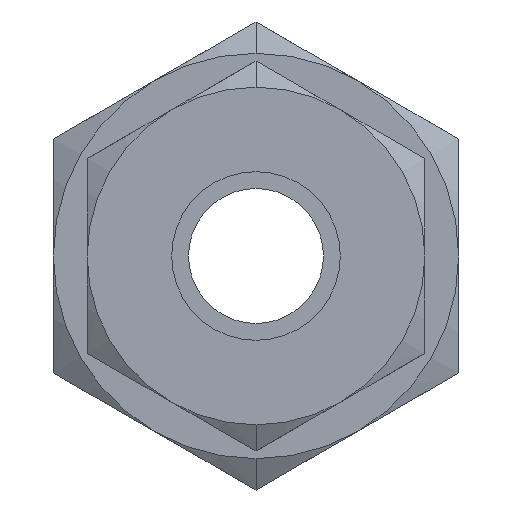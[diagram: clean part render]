
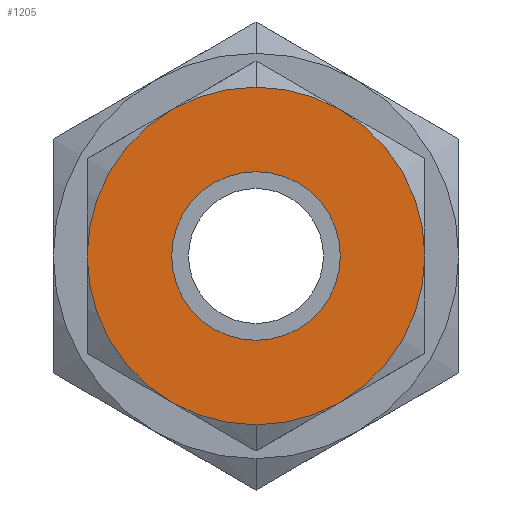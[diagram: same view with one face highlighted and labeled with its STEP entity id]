
A CAD part, left-side view. The second image highlights one B-rep face of the part: STEP entity #1205.
In plain terms, the highlighted planar face has unit normal (-1, 0, 0).
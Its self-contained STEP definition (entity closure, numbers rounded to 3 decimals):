
#396 = PLANE ( 'NONE',  #2123 ) ;
#494 = DIRECTION ( 'NONE',  ( 0., 0., -1. ) ) ;
#628 = CARTESIAN_POINT ( 'NONE',  ( 0., 0., 0. ) ) ;
#1094 = EDGE_LOOP ( 'NONE', ( #5138, #4379 ) ) ;
#1145 = DIRECTION ( 'NONE',  ( 0., 0., 1. ) ) ;
#1205 = ADVANCED_FACE ( 'NONE', ( #6953, #7001 ), #396, .T. ) ;
#1335 = AXIS2_PLACEMENT_3D ( 'NONE', #628, #4037, #494 ) ;
#1595 = CARTESIAN_POINT ( 'NONE',  ( 0., 0., -7.935 ) ) ;
#2053 = EDGE_LOOP ( 'NONE', ( #9307, #4171 ) ) ;
#2123 = AXIS2_PLACEMENT_3D ( 'NONE', #6901, #4694, #1145 ) ;
#2429 = VERTEX_POINT ( 'NONE', #5317 ) ;
#2486 = CARTESIAN_POINT ( 'NONE',  ( 0., 0., -3.965 ) ) ;
#2579 = CIRCLE ( 'NONE', #7840, 7.935 ) ;
#2962 = EDGE_CURVE ( 'NONE', #6890, #8536, #8465, .T. ) ;
#3329 = DIRECTION ( 'NONE',  ( 0., 0., 1. ) ) ;
#3924 = AXIS2_PLACEMENT_3D ( 'NONE', #8225, #6239, #3329 ) ;
#4037 = DIRECTION ( 'NONE',  ( 1., 0., 0. ) ) ;
#4171 = ORIENTED_EDGE ( 'NONE', *, *, #8991, .F. ) ;
#4178 = VERTEX_POINT ( 'NONE', #2486 ) ;
#4379 = ORIENTED_EDGE ( 'NONE', *, *, #9081, .T. ) ;
#4694 = DIRECTION ( 'NONE',  ( -1., 0., 0. ) ) ;
#5138 = ORIENTED_EDGE ( 'NONE', *, *, #6216, .T. ) ;
#5161 = DIRECTION ( 'NONE',  ( 1., 0., 0. ) ) ;
#5248 = CARTESIAN_POINT ( 'NONE',  ( 0., 0., 0. ) ) ;
#5317 = CARTESIAN_POINT ( 'NONE',  ( 0., 0., 3.965 ) ) ;
#6014 = CIRCLE ( 'NONE', #3924, 3.965 ) ;
#6216 = EDGE_CURVE ( 'NONE', #4178, #2429, #8568, .T. ) ;
#6239 = DIRECTION ( 'NONE',  ( 1., 0., 0. ) ) ;
#6703 = DIRECTION ( 'NONE',  ( 0., 0., -1. ) ) ;
#6717 = DIRECTION ( 'NONE',  ( 1., 0., 0. ) ) ;
#6890 = VERTEX_POINT ( 'NONE', #8091 ) ;
#6901 = CARTESIAN_POINT ( 'NONE',  ( 0., 0., 3.967 ) ) ;
#6953 = FACE_BOUND ( 'NONE', #1094, .T. ) ;
#7001 = FACE_OUTER_BOUND ( 'NONE', #2053, .T. ) ;
#7438 = CARTESIAN_POINT ( 'NONE',  ( 0., 0., 0. ) ) ;
#7840 = AXIS2_PLACEMENT_3D ( 'NONE', #5248, #5161, #6703 ) ;
#8011 = DIRECTION ( 'NONE',  ( 0., 0., 1. ) ) ;
#8091 = CARTESIAN_POINT ( 'NONE',  ( 0., 0., 7.935 ) ) ;
#8152 = AXIS2_PLACEMENT_3D ( 'NONE', #7438, #6717, #8011 ) ;
#8225 = CARTESIAN_POINT ( 'NONE',  ( 0., 0., 0. ) ) ;
#8465 = CIRCLE ( 'NONE', #8152, 7.935 ) ;
#8536 = VERTEX_POINT ( 'NONE', #1595 ) ;
#8568 = CIRCLE ( 'NONE', #1335, 3.965 ) ;
#8991 = EDGE_CURVE ( 'NONE', #8536, #6890, #2579, .T. ) ;
#9081 = EDGE_CURVE ( 'NONE', #2429, #4178, #6014, .T. ) ;
#9307 = ORIENTED_EDGE ( 'NONE', *, *, #2962, .F. ) ;
